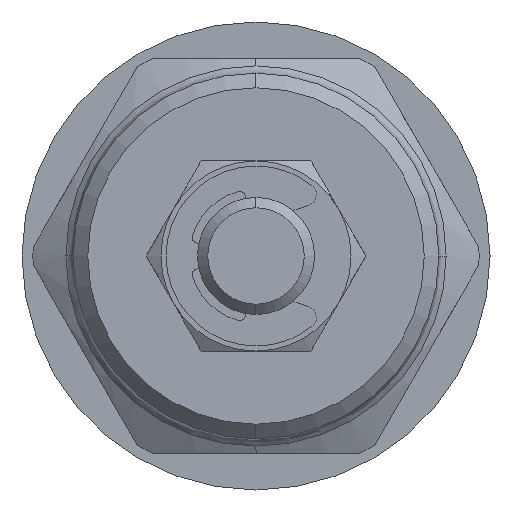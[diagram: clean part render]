
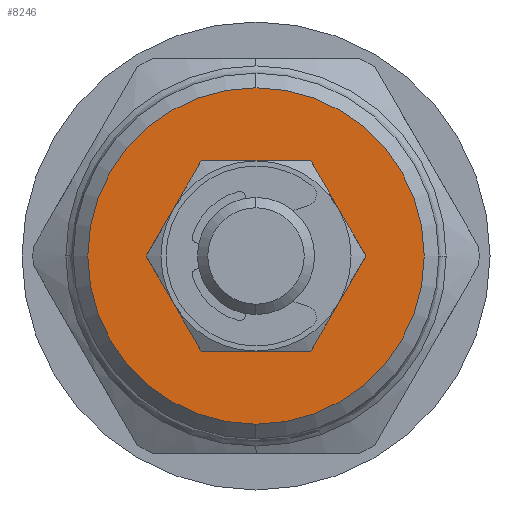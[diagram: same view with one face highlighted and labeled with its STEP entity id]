
A CAD part, left-side view. The second image highlights one B-rep face of the part: STEP entity #8246.
In plain terms, the highlighted planar face has unit normal (-1, 0, 0).
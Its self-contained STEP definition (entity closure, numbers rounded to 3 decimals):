
#34 = VERTEX_POINT ( 'NONE', #5387 ) ;
#306 = DIRECTION ( 'NONE',  ( 0., 0., 1. ) ) ;
#328 = EDGE_CURVE ( 'NONE', #1594, #4287, #5310, .T. ) ;
#724 = DIRECTION ( 'NONE',  ( 1., 0., 0. ) ) ;
#1011 = FACE_BOUND ( 'NONE', #6969, .T. ) ;
#1352 = CARTESIAN_POINT ( 'NONE',  ( -15., 0., 0. ) ) ;
#1440 = CIRCLE ( 'NONE', #3924, 6.5 ) ;
#1594 = VERTEX_POINT ( 'NONE', #5182 ) ;
#2018 = ORIENTED_EDGE ( 'NONE', *, *, #6936, .F. ) ;
#2097 = DIRECTION ( 'NONE',  ( 0., 0., -1. ) ) ;
#2416 = AXIS2_PLACEMENT_3D ( 'NONE', #1352, #6349, #2097 ) ;
#2427 = CARTESIAN_POINT ( 'NONE',  ( -15., 0., -11.5 ) ) ;
#2532 = EDGE_CURVE ( 'NONE', #4287, #1594, #1440, .T. ) ;
#2931 = FACE_OUTER_BOUND ( 'NONE', #6822, .T. ) ;
#3600 = CIRCLE ( 'NONE', #9056, 11.5 ) ;
#3924 = AXIS2_PLACEMENT_3D ( 'NONE', #8845, #4634, #306 ) ;
#4044 = ORIENTED_EDGE ( 'NONE', *, *, #2532, .F. ) ;
#4120 = CARTESIAN_POINT ( 'NONE',  ( -15., 0., 0. ) ) ;
#4287 = VERTEX_POINT ( 'NONE', #7457 ) ;
#4634 = DIRECTION ( 'NONE',  ( -1., 0., 0. ) ) ;
#4842 = DIRECTION ( 'NONE',  ( 0., 0., -1. ) ) ;
#5182 = CARTESIAN_POINT ( 'NONE',  ( -15., 0., 6.5 ) ) ;
#5310 = CIRCLE ( 'NONE', #6347, 6.5 ) ;
#5387 = CARTESIAN_POINT ( 'NONE',  ( -15., 0., 11.5 ) ) ;
#5424 = ORIENTED_EDGE ( 'NONE', *, *, #7260, .F. ) ;
#5730 = DIRECTION ( 'NONE',  ( 0., 0., -1. ) ) ;
#6347 = AXIS2_PLACEMENT_3D ( 'NONE', #6761, #6727, #6709 ) ;
#6349 = DIRECTION ( 'NONE',  ( 1., 0., 0. ) ) ;
#6368 = CARTESIAN_POINT ( 'NONE',  ( -15., 0., -11.5 ) ) ;
#6676 = VERTEX_POINT ( 'NONE', #2427 ) ;
#6709 = DIRECTION ( 'NONE',  ( 0., 0., 1. ) ) ;
#6727 = DIRECTION ( 'NONE',  ( -1., 0., 0. ) ) ;
#6761 = CARTESIAN_POINT ( 'NONE',  ( -15., 0., 0. ) ) ;
#6805 = CIRCLE ( 'NONE', #2416, 11.5 ) ;
#6822 = EDGE_LOOP ( 'NONE', ( #2018, #5424 ) ) ;
#6927 = AXIS2_PLACEMENT_3D ( 'NONE', #6368, #724, #5730 ) ;
#6936 = EDGE_CURVE ( 'NONE', #6676, #34, #6805, .T. ) ;
#6969 = EDGE_LOOP ( 'NONE', ( #7956, #4044 ) ) ;
#7260 = EDGE_CURVE ( 'NONE', #34, #6676, #3600, .T. ) ;
#7457 = CARTESIAN_POINT ( 'NONE',  ( -15., 0., -6.5 ) ) ;
#7813 = PLANE ( 'NONE',  #6927 ) ;
#7956 = ORIENTED_EDGE ( 'NONE', *, *, #328, .F. ) ;
#8246 = ADVANCED_FACE ( 'NONE', ( #2931, #1011 ), #7813, .F. ) ;
#8845 = CARTESIAN_POINT ( 'NONE',  ( -15., 0., 0. ) ) ;
#9036 = DIRECTION ( 'NONE',  ( 1., 0., 0. ) ) ;
#9056 = AXIS2_PLACEMENT_3D ( 'NONE', #4120, #9036, #4842 ) ;
